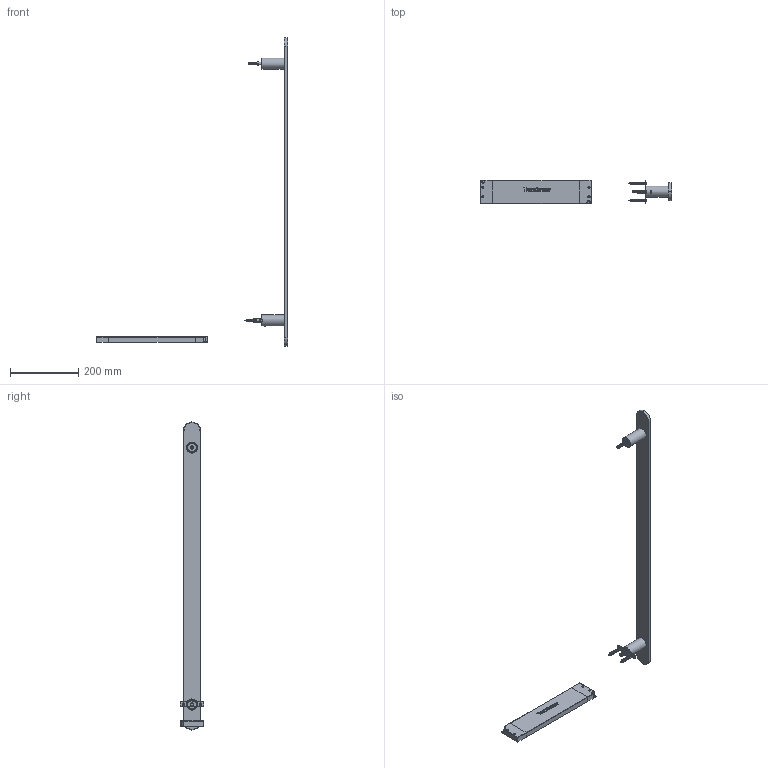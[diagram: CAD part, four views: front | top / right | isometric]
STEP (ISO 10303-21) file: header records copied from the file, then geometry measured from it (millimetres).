
FILE_DESCRIPTION(/* description */ (''),/* implementation_level */ '2;1');
FILE_NAME(/* name */ 'JY-12V-FBVHT.stp',/* time_stamp */ '2023-09-13T08:23:43+08:00',/* author */ (''),/* organization */ (''),/* preprocessor_version */ 'ST-DEVELOPER v16.7',/* originating_system */ 'SIEMENS PLM Software NX 12.0',/* authorisation */ '');
FILE_SCHEMA (('AUTOMOTIVE_DESIGN { 1 0 10303 214 3 1 1 1 }'));
Products named in the file (1): Admi19DC6A0Bwckl
Bounding box: 558 x 70 x 900 mm (x, y, z)
Volume: 489507.4 mm3; surface area: 313534.1 mm2
Topology: 23 solids, 23 shells, 674 faces, 1696 edges, 1097 vertices
Faces by surface type: plane 388, cylinder 102, extrusion 92, bspline 58, cone 21, torus 9, sphere 4
Full cylindrical faces by diameter (mm): 3 x4, 3.7 x3, 4.2 x2, 6 x7, 7 x1, 8 x3, 16 x2, 25 x4, 29 x2, 32 x2
Entity records: 57921 total; most frequent: CARTESIAN_POINT 42976, ORIENTED_EDGE 3108, DIRECTION 2677, EDGE_CURVE 1554, VERTEX_POINT 1038, AXIS2_PLACEMENT_3D 915, VECTOR 847, EDGE_LOOP 807
